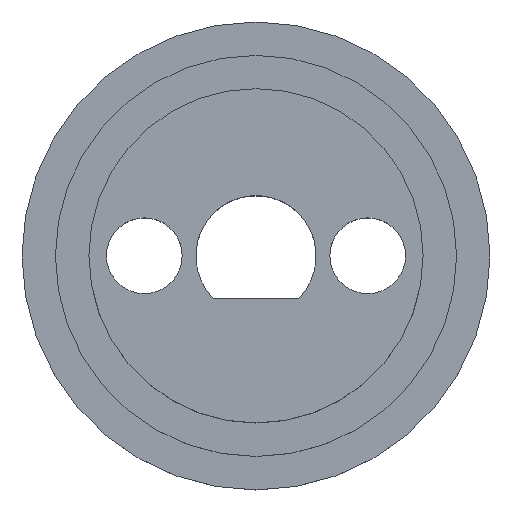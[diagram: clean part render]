
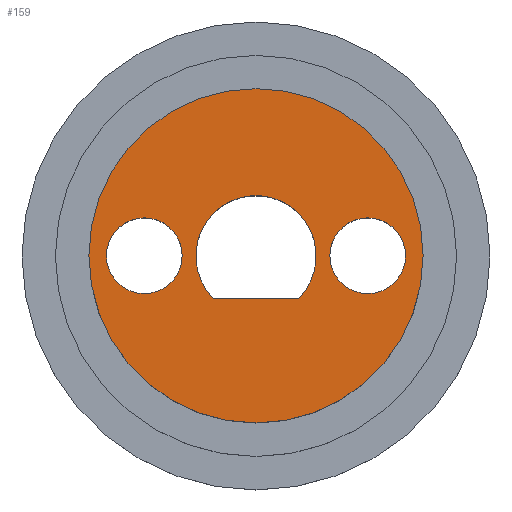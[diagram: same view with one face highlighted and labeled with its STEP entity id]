
A CAD part, top view. The second image highlights one B-rep face of the part: STEP entity #159.
In plain terms, the highlighted planar face has unit normal (0, 0, 1).
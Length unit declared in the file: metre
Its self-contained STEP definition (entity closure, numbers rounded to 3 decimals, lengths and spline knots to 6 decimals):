
#13=LINE('',#287,#17);
#17=VECTOR('',#241,1.);
#23=PLANE('',#192);
#40=ORIENTED_EDGE('',*,*,#67,.T.);
#41=ORIENTED_EDGE('',*,*,#68,.T.);
#42=ORIENTED_EDGE('',*,*,#69,.F.);
#43=ORIENTED_EDGE('',*,*,#70,.F.);
#44=ORIENTED_EDGE('',*,*,#66,.T.);
#66=EDGE_CURVE('',#82,#82,#95,.T.);
#67=EDGE_CURVE('',#83,#83,#96,.F.);
#68=EDGE_CURVE('',#84,#84,#97,.F.);
#69=EDGE_CURVE('',#85,#86,#98,.T.);
#70=EDGE_CURVE('',#86,#85,#13,.T.);
#82=VERTEX_POINT('',#278);
#83=VERTEX_POINT('',#281);
#84=VERTEX_POINT('',#283);
#85=VERTEX_POINT('',#285);
#86=VERTEX_POINT('',#286);
#95=CIRCLE('',#191,0.0075);
#96=CIRCLE('',#193,0.0017);
#97=CIRCLE('',#194,0.0017);
#98=CIRCLE('',#195,0.0027);
#113=EDGE_LOOP('',(#40));
#114=EDGE_LOOP('',(#41));
#115=EDGE_LOOP('',(#42,#43));
#116=EDGE_LOOP('',(#44));
#137=FACE_BOUND('',#113,.T.);
#138=FACE_BOUND('',#114,.T.);
#139=FACE_BOUND('',#115,.T.);
#140=FACE_BOUND('',#116,.T.);
#159=ADVANCED_FACE('',(#137,#138,#139,#140),#23,.T.);
#191=AXIS2_PLACEMENT_3D('',#277,#231,#232);
#192=AXIS2_PLACEMENT_3D('',#279,#233,#234);
#193=AXIS2_PLACEMENT_3D('',#280,#235,#236);
#194=AXIS2_PLACEMENT_3D('',#282,#237,#238);
#195=AXIS2_PLACEMENT_3D('',#284,#239,#240);
#231=DIRECTION('',(0.,0.,1.));
#232=DIRECTION('',(1.,0.,0.));
#233=DIRECTION('',(0.,0.,1.));
#234=DIRECTION('',(1.,0.,0.));
#235=DIRECTION('',(0.,0.,1.));
#236=DIRECTION('',(1.,0.,0.));
#237=DIRECTION('',(0.,0.,1.));
#238=DIRECTION('',(1.,0.,0.));
#239=DIRECTION('',(0.,0.,1.));
#240=DIRECTION('',(1.,0.,0.));
#241=DIRECTION('',(1.,0.,0.));
#277=CARTESIAN_POINT('',(0.,0.,0.024));
#278=CARTESIAN_POINT('',(0.0075,0.,0.024));
#279=CARTESIAN_POINT('',(0.,0.,0.024));
#280=CARTESIAN_POINT('',(-0.005013,0.,0.024));
#281=CARTESIAN_POINT('',(-0.003313,0.,0.024));
#282=CARTESIAN_POINT('',(0.005013,0.,0.024));
#283=CARTESIAN_POINT('',(0.006713,0.,0.024));
#284=CARTESIAN_POINT('',(0.,0.,0.024));
#285=CARTESIAN_POINT('',(0.001918,-0.0019,0.024));
#286=CARTESIAN_POINT('',(-0.001918,-0.0019,0.024));
#287=CARTESIAN_POINT('',(0.,-0.0019,0.024));
